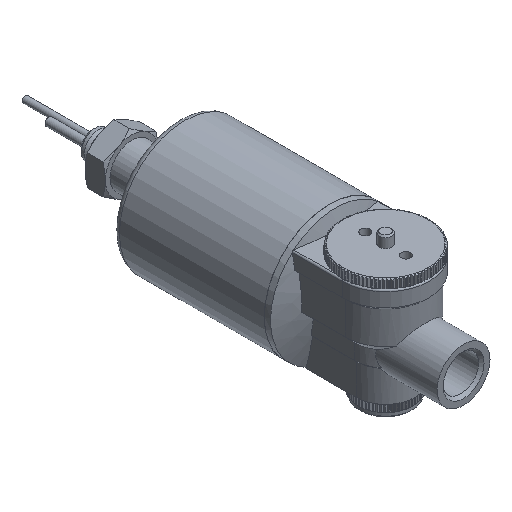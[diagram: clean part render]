
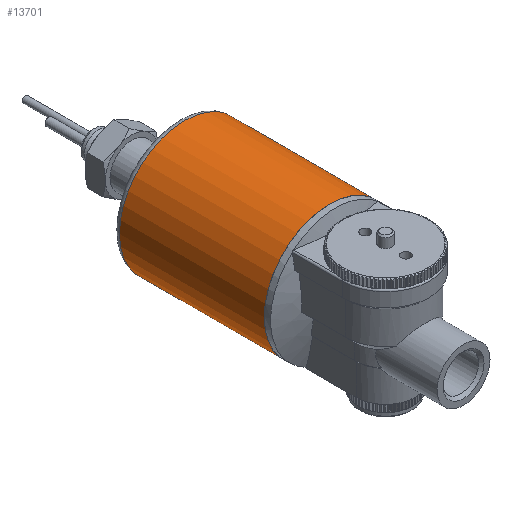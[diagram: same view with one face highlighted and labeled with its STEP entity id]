
A CAD part, isometric view. The second image highlights one B-rep face of the part: STEP entity #13701.
In plain terms, the highlighted cylindrical face has radius 21 mm (diameter 42 mm), a full revolution.
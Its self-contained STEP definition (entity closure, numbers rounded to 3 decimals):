
#3201=ORIENTED_EDGE('',*,*,#6138,.F.);
#3202=ORIENTED_EDGE('',*,*,#6139,.T.);
#6138=EDGE_CURVE('',#7546,#7546,#8122,.T.);
#6139=EDGE_CURVE('',#7547,#7547,#8123,.T.);
#7546=VERTEX_POINT('',#20262);
#7547=VERTEX_POINT('',#20265);
#8122=CIRCLE('',#14605,21.);
#8123=CIRCLE('',#14607,21.);
#8372=EDGE_LOOP('',(#3201));
#8373=EDGE_LOOP('',(#3202));
#8980=FACE_BOUND('',#8372,.T.);
#8981=FACE_BOUND('',#8373,.T.);
#9547=CYLINDRICAL_SURFACE('',#14606,21.);
#13701=ADVANCED_FACE('',(#8980,#8981),#9547,.T.);
#14605=AXIS2_PLACEMENT_3D('',#20261,#16391,#16392);
#14606=AXIS2_PLACEMENT_3D('',#20263,#16393,#16394);
#14607=AXIS2_PLACEMENT_3D('',#20264,#16395,#16396);
#16391=DIRECTION('',(0.,-1.,0.));
#16392=DIRECTION('',(0.,0.,-1.));
#16393=DIRECTION('',(0.,-1.,0.));
#16394=DIRECTION('',(0.,0.,-1.));
#16395=DIRECTION('',(0.,-1.,0.));
#16396=DIRECTION('',(0.,0.,-1.));
#20261=CARTESIAN_POINT('',(0.,43.,0.));
#20262=CARTESIAN_POINT('',(0.,43.,-21.));
#20263=CARTESIAN_POINT('',(0.,0.,0.));
#20264=CARTESIAN_POINT('',(0.,89.465,0.));
#20265=CARTESIAN_POINT('',(0.,89.465,-21.));
